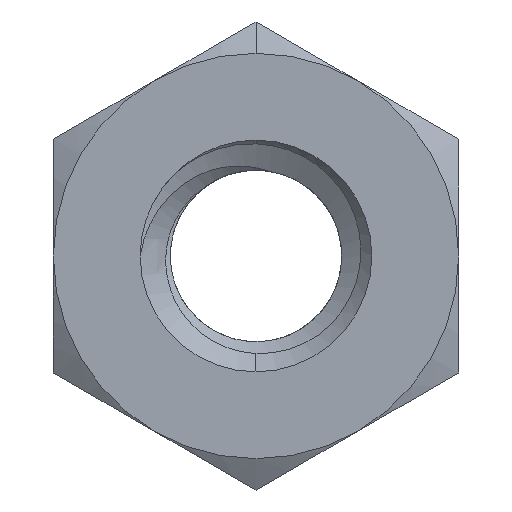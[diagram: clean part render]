
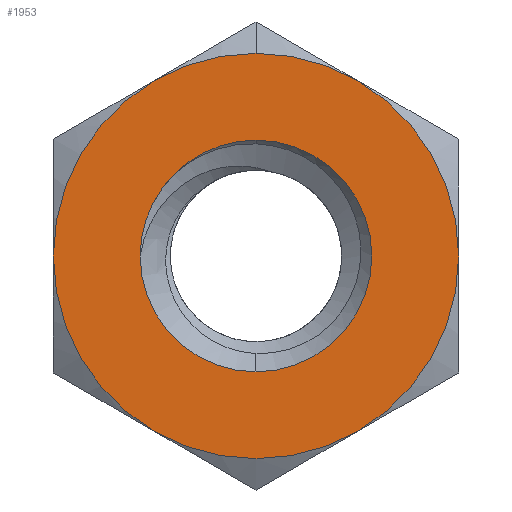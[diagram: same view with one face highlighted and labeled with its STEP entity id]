
A CAD part, front view. The second image highlights one B-rep face of the part: STEP entity #1953.
In plain terms, the highlighted planar face has unit normal (0, -1, 0).
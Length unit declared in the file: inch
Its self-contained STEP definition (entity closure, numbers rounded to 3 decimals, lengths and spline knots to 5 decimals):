
#5 = EDGE_CURVE ( 'NONE', #754, #692, #232, .T. ) ;
#57 = DIRECTION ( 'NONE',  ( 0., 1., 0. ) ) ;
#79 = CARTESIAN_POINT ( 'NONE',  ( 0., -0.09375, 0. ) ) ;
#84 = CIRCLE ( 'NONE', #755, 0.125 ) ;
#89 = CARTESIAN_POINT ( 'NONE',  ( 0., -0.09375, 0.21875 ) ) ;
#96 = DIRECTION ( 'NONE',  ( 0., -1., 0. ) ) ;
#98 = VERTEX_POINT ( 'NONE', #89 ) ;
#163 = AXIS2_PLACEMENT_3D ( 'NONE', #1771, #1093, #640 ) ;
#169 = VERTEX_POINT ( 'NONE', #1917 ) ;
#171 = ORIENTED_EDGE ( 'NONE', *, *, #1109, .T. ) ;
#192 = EDGE_CURVE ( 'NONE', #617, #1737, #1164, .T. ) ;
#232 = CIRCLE ( 'NONE', #163, 0.21875 ) ;
#257 = VERTEX_POINT ( 'NONE', #938 ) ;
#269 = DIRECTION ( 'NONE',  ( 0., -1., 0. ) ) ;
#274 = CARTESIAN_POINT ( 'NONE',  ( 0.21875, -0.09375, 0. ) ) ;
#280 = CARTESIAN_POINT ( 'NONE',  ( 0., -0.09375, -0.125 ) ) ;
#290 = DIRECTION ( 'NONE',  ( 0., 0., 1. ) ) ;
#303 = CARTESIAN_POINT ( 'NONE',  ( 0., -0.09375, 0. ) ) ;
#334 = CIRCLE ( 'NONE', #1102, 0.125 ) ;
#349 = DIRECTION ( 'NONE',  ( 0., -1., 0. ) ) ;
#362 = EDGE_LOOP ( 'NONE', ( #1680, #1029, #1701, #918 ) ) ;
#404 = CARTESIAN_POINT ( 'NONE',  ( 0., -0.09375, 0. ) ) ;
#442 = CARTESIAN_POINT ( 'NONE',  ( 0., -0.09375, 0. ) ) ;
#513 = VERTEX_POINT ( 'NONE', #1781 ) ;
#540 = DIRECTION ( 'NONE',  ( 0., 1., 0. ) ) ;
#568 = EDGE_CURVE ( 'NONE', #1013, #257, #84, .T. ) ;
#590 = DIRECTION ( 'NONE',  ( 0., 1., 0. ) ) ;
#617 = VERTEX_POINT ( 'NONE', #1300 ) ;
#630 = FACE_BOUND ( 'NONE', #362, .T. ) ;
#640 = DIRECTION ( 'NONE',  ( 0., 0., 1. ) ) ;
#644 = EDGE_CURVE ( 'NONE', #1767, #1013, #815, .T. ) ;
#663 = DIRECTION ( 'NONE',  ( 0., 0., 1. ) ) ;
#669 = PLANE ( 'NONE',  #1085 ) ;
#676 = FACE_OUTER_BOUND ( 'NONE', #811, .T. ) ;
#692 = VERTEX_POINT ( 'NONE', #274 ) ;
#714 = EDGE_CURVE ( 'NONE', #1737, #1775, #1502, .T. ) ;
#733 = CARTESIAN_POINT ( 'NONE',  ( 0., -0.09375, 0. ) ) ;
#734 = AXIS2_PLACEMENT_3D ( 'NONE', #733, #269, #1697 ) ;
#754 = VERTEX_POINT ( 'NONE', #881 ) ;
#755 = AXIS2_PLACEMENT_3D ( 'NONE', #79, #57, #1671 ) ;
#758 = EDGE_CURVE ( 'NONE', #513, #617, #2039, .T. ) ;
#794 = AXIS2_PLACEMENT_3D ( 'NONE', #404, #1507, #1661 ) ;
#798 = EDGE_CURVE ( 'NONE', #169, #1767, #334, .T. ) ;
#811 = EDGE_LOOP ( 'NONE', ( #171, #1473, #1568, #1903, #1743, #2041, #1544 ) ) ;
#815 = CIRCLE ( 'NONE', #794, 0.125 ) ;
#825 = EDGE_CURVE ( 'NONE', #98, #513, #1313, .T. ) ;
#881 = CARTESIAN_POINT ( 'NONE',  ( 0.10938, -0.09375, 0.18944 ) ) ;
#885 = DIRECTION ( 'NONE',  ( 0., 0., 1. ) ) ;
#893 = CIRCLE ( 'NONE', #1255, 0.21875 ) ;
#901 = DIRECTION ( 'NONE',  ( 0., 0., 1. ) ) ;
#918 = ORIENTED_EDGE ( 'NONE', *, *, #1593, .T. ) ;
#926 = DIRECTION ( 'NONE',  ( 0., -1., 0. ) ) ;
#930 = CARTESIAN_POINT ( 'NONE',  ( 0., -0.09375, 0. ) ) ;
#938 = CARTESIAN_POINT ( 'NONE',  ( -0.125, -0.09375, 0. ) ) ;
#958 = DIRECTION ( 'NONE',  ( 0., 0., 1. ) ) ;
#998 = CARTESIAN_POINT ( 'NONE',  ( -0.21875, -0.09375, -0.1263 ) ) ;
#1010 = EDGE_CURVE ( 'NONE', #1775, #692, #893, .T. ) ;
#1013 = VERTEX_POINT ( 'NONE', #280 ) ;
#1029 = ORIENTED_EDGE ( 'NONE', *, *, #644, .T. ) ;
#1085 = AXIS2_PLACEMENT_3D ( 'NONE', #998, #540, #663 ) ;
#1093 = DIRECTION ( 'NONE',  ( 0., 1., 0. ) ) ;
#1102 = AXIS2_PLACEMENT_3D ( 'NONE', #442, #1207, #1535 ) ;
#1109 = EDGE_CURVE ( 'NONE', #754, #98, #1852, .T. ) ;
#1115 = CARTESIAN_POINT ( 'NONE',  ( 0., -0.09375, 0. ) ) ;
#1164 = CIRCLE ( 'NONE', #1178, 0.21875 ) ;
#1178 = AXIS2_PLACEMENT_3D ( 'NONE', #303, #926, #1401 ) ;
#1207 = DIRECTION ( 'NONE',  ( 0., 1., 0. ) ) ;
#1223 = DIRECTION ( 'NONE',  ( 0., -1., 0. ) ) ;
#1255 = AXIS2_PLACEMENT_3D ( 'NONE', #930, #1223, #290 ) ;
#1300 = CARTESIAN_POINT ( 'NONE',  ( -0.21875, -0.09375, 0. ) ) ;
#1313 = CIRCLE ( 'NONE', #734, 0.21875 ) ;
#1349 = CARTESIAN_POINT ( 'NONE',  ( 0., -0.09375, 0. ) ) ;
#1373 = CARTESIAN_POINT ( 'NONE',  ( 0., -0.09375, 0. ) ) ;
#1401 = DIRECTION ( 'NONE',  ( 0., 0., 1. ) ) ;
#1473 = ORIENTED_EDGE ( 'NONE', *, *, #825, .T. ) ;
#1502 = CIRCLE ( 'NONE', #1878, 0.21875 ) ;
#1507 = DIRECTION ( 'NONE',  ( 0., 1., 0. ) ) ;
#1535 = DIRECTION ( 'NONE',  ( 0., 0., 1. ) ) ;
#1541 = CARTESIAN_POINT ( 'NONE',  ( 0., -0.09375, 0. ) ) ;
#1544 = ORIENTED_EDGE ( 'NONE', *, *, #5, .F. ) ;
#1566 = CARTESIAN_POINT ( 'NONE',  ( 0., -0.09375, 0.125 ) ) ;
#1568 = ORIENTED_EDGE ( 'NONE', *, *, #758, .T. ) ;
#1575 = CARTESIAN_POINT ( 'NONE',  ( 0.10938, -0.09375, -0.18944 ) ) ;
#1593 = EDGE_CURVE ( 'NONE', #257, #169, #1860, .T. ) ;
#1661 = DIRECTION ( 'NONE',  ( 0., 0., 1. ) ) ;
#1671 = DIRECTION ( 'NONE',  ( 0., 0., 1. ) ) ;
#1680 = ORIENTED_EDGE ( 'NONE', *, *, #798, .T. ) ;
#1687 = DIRECTION ( 'NONE',  ( 0., -1., 0. ) ) ;
#1697 = DIRECTION ( 'NONE',  ( 0., 0., 1. ) ) ;
#1701 = ORIENTED_EDGE ( 'NONE', *, *, #568, .T. ) ;
#1737 = VERTEX_POINT ( 'NONE', #1884 ) ;
#1743 = ORIENTED_EDGE ( 'NONE', *, *, #714, .T. ) ;
#1767 = VERTEX_POINT ( 'NONE', #1566 ) ;
#1771 = CARTESIAN_POINT ( 'NONE',  ( 0., -0.09375, 0. ) ) ;
#1775 = VERTEX_POINT ( 'NONE', #1575 ) ;
#1781 = CARTESIAN_POINT ( 'NONE',  ( -0.10938, -0.09375, 0.18944 ) ) ;
#1790 = AXIS2_PLACEMENT_3D ( 'NONE', #1541, #590, #901 ) ;
#1844 = DIRECTION ( 'NONE',  ( 0., 0., 1. ) ) ;
#1852 = CIRCLE ( 'NONE', #1920, 0.21875 ) ;
#1860 = CIRCLE ( 'NONE', #1790, 0.125 ) ;
#1878 = AXIS2_PLACEMENT_3D ( 'NONE', #1349, #96, #885 ) ;
#1884 = CARTESIAN_POINT ( 'NONE',  ( -0.10938, -0.09375, -0.18944 ) ) ;
#1903 = ORIENTED_EDGE ( 'NONE', *, *, #192, .T. ) ;
#1917 = CARTESIAN_POINT ( 'NONE',  ( -0.08839, -0.09375, 0.08839 ) ) ;
#1920 = AXIS2_PLACEMENT_3D ( 'NONE', #1115, #349, #958 ) ;
#1953 = ADVANCED_FACE ( 'NONE', ( #676, #630 ), #669, .F. ) ;
#2000 = AXIS2_PLACEMENT_3D ( 'NONE', #1373, #1687, #1844 ) ;
#2039 = CIRCLE ( 'NONE', #2000, 0.21875 ) ;
#2041 = ORIENTED_EDGE ( 'NONE', *, *, #1010, .T. ) ;
